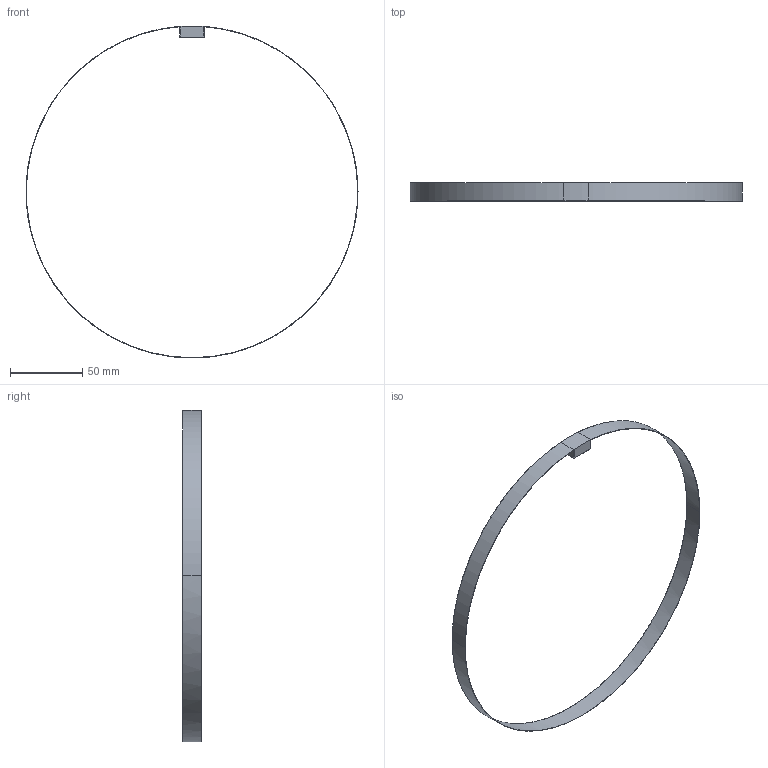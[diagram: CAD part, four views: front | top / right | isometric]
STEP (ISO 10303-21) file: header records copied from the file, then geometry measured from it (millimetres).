
FILE_DESCRIPTION((''),'2;1');
FILE_NAME('642450-01-Z01','2021-05-07T08:57:38',('AT10150'),(''),'CREO PARAMETRIC BY PTC INC, 2019164','CREO PARAMETRIC BY PTC INC, 2019164','');
FILE_SCHEMA(('AUTOMOTIVE_DESIGN { 1 0 10303 214 1 1 1 1 }'));
Length unit declared in the file: millimetre
Products named in the file (1): 642450-01-Z01
Bounding box: 229.55 x 12.7 x 229.48 mm (x, y, z)
Volume: 3464 mm3; surface area: 19073.8 mm2
Topology: 1 solids, 1 shells, 21 faces, 73 edges, 54 vertices
Faces by surface type: plane 17, cylinder 4
Entity records: 1099 total; most frequent: CARTESIAN_POINT 147, DIRECTION 129, ORIENTED_EDGE 114, PRESENTATION_STYLE_ASSIGNMENT 74, STYLED_ITEM 74, CURVE_STYLE 73, EDGE_CURVE 57, VECTOR 53
